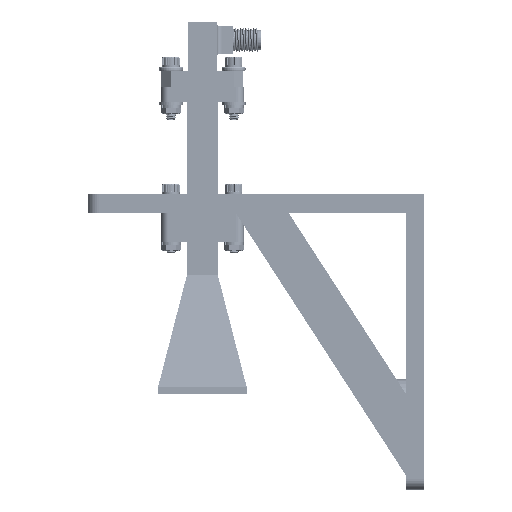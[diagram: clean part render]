
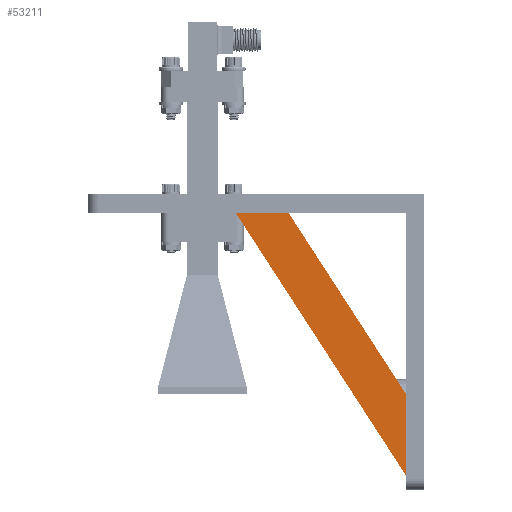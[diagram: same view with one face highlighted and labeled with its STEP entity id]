
A CAD part, left-side view. The second image highlights one B-rep face of the part: STEP entity #53211.
In plain terms, the highlighted planar face has unit normal (-1, 0, 0).
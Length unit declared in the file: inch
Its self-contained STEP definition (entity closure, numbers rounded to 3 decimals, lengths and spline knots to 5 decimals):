
#2668 = LINE ( 'NONE', #17985, #14467 ) ;
#3574 = VERTEX_POINT ( 'NONE', #52021 ) ;
#4170 = EDGE_CURVE ( 'NONE', #54696, #3574, #2668, .T. ) ;
#5767 = ORIENTED_EDGE ( 'NONE', *, *, #54411, .F. ) ;
#7739 = ORIENTED_EDGE ( 'NONE', *, *, #55911, .F. ) ;
#7932 = EDGE_CURVE ( 'NONE', #54834, #50658, #8944, .T. ) ;
#8607 = CARTESIAN_POINT ( 'NONE',  ( -1.22047, 2.00791, -0.19685 ) ) ;
#8944 = LINE ( 'NONE', #8607, #31602 ) ;
#9520 = ORIENTED_EDGE ( 'NONE', *, *, #7932, .F. ) ;
#13151 = CARTESIAN_POINT ( 'NONE',  ( -1.22047, 2.00791, -0.19685 ) ) ;
#13256 = DIRECTION ( 'NONE',  ( 0., 0., -1. ) ) ;
#13436 = CARTESIAN_POINT ( 'NONE',  ( -1.22047, 1.44488, -0.19685 ) ) ;
#14467 = VECTOR ( 'NONE', #28345, 39.37008 ) ;
#17985 = CARTESIAN_POINT ( 'NONE',  ( -1.22047, 0.19685, -2.12205 ) ) ;
#18326 = VECTOR ( 'NONE', #13256, 39.37008 ) ;
#20283 = EDGE_LOOP ( 'NONE', ( #5767, #63349, #7739, #9520 ) ) ;
#28345 = DIRECTION ( 'NONE',  ( 0., -0.544, -0.839 ) ) ;
#29304 = DIRECTION ( 'NONE',  ( 0., 0.544, 0.839 ) ) ;
#30159 = DIRECTION ( 'NONE',  ( 1., 0., 0. ) ) ;
#31602 = VECTOR ( 'NONE', #29304, 39.37008 ) ;
#36865 = CARTESIAN_POINT ( 'NONE',  ( -1.22047, 0.19685, -2.99056 ) ) ;
#44419 = DIRECTION ( 'NONE',  ( 0., -1., 0. ) ) ;
#50658 = VERTEX_POINT ( 'NONE', #13151 ) ;
#51137 = FACE_OUTER_BOUND ( 'NONE', #20283, .T. ) ;
#52021 = CARTESIAN_POINT ( 'NONE',  ( -1.22047, 0.19685, -2.12205 ) ) ;
#53211 = ADVANCED_FACE ( 'NONE', ( #51137 ), #54855, .F. ) ;
#54411 = EDGE_CURVE ( 'NONE', #3574, #54834, #58974, .T. ) ;
#54696 = VERTEX_POINT ( 'NONE', #55269 ) ;
#54834 = VERTEX_POINT ( 'NONE', #36865 ) ;
#54855 = PLANE ( 'NONE',  #61906 ) ;
#55269 = CARTESIAN_POINT ( 'NONE',  ( -1.22047, 1.44488, -0.19685 ) ) ;
#55911 = EDGE_CURVE ( 'NONE', #50658, #54696, #64170, .T. ) ;
#58974 = LINE ( 'NONE', #63340, #18326 ) ;
#60194 = DIRECTION ( 'NONE',  ( 0., 0., -1. ) ) ;
#60521 = CARTESIAN_POINT ( 'NONE',  ( -1.22047, 0., 0. ) ) ;
#61906 = AXIS2_PLACEMENT_3D ( 'NONE', #60521, #30159, #60194 ) ;
#63340 = CARTESIAN_POINT ( 'NONE',  ( -1.22047, 0.19685, -2.99056 ) ) ;
#63349 = ORIENTED_EDGE ( 'NONE', *, *, #4170, .F. ) ;
#64170 = LINE ( 'NONE', #13436, #65899 ) ;
#65899 = VECTOR ( 'NONE', #44419, 39.37008 ) ;
